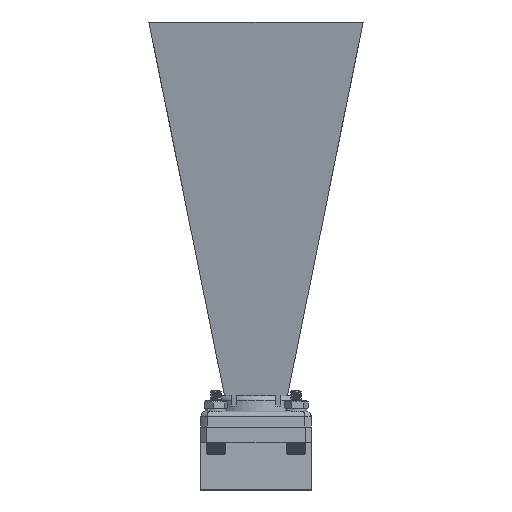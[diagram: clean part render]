
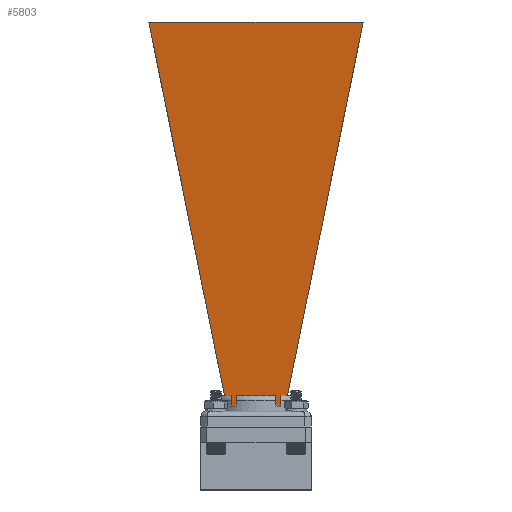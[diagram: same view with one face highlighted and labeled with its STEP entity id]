
A CAD part, front view. The second image highlights one B-rep face of the part: STEP entity #5803.
In plain terms, the highlighted face is planar.
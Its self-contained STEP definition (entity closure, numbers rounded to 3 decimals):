
#2 = DIRECTION ( 'NONE',  ( 0., 0., 1. ) ) ;
#536 = VECTOR ( 'NONE', #2621, 1000. ) ;
#1058 = LINE ( 'NONE', #1215, #2676 ) ;
#1215 = CARTESIAN_POINT ( 'NONE',  ( 9.558, -5.579, -21.312 ) ) ;
#1296 = DIRECTION ( 'NONE',  ( 0., 0., -1. ) ) ;
#1476 = CARTESIAN_POINT ( 'NONE',  ( 9.558, -5.579, -21.312 ) ) ;
#1477 = DIRECTION ( 'NONE',  ( -0.988, 0.157, 0. ) ) ;
#1576 = DIRECTION ( 'NONE',  ( 0.157, 0.988, 0. ) ) ;
#1904 = CARTESIAN_POINT ( 'NONE',  ( 9.558, -5.579, -9.527 ) ) ;
#1960 = DIRECTION ( 'NONE',  ( 0., 0., -1. ) ) ;
#2148 = EDGE_CURVE ( 'NONE', #10316, #16228, #15602, .T. ) ;
#2367 = VECTOR ( 'NONE', #13668, 1000. ) ;
#2467 = ORIENTED_EDGE ( 'NONE', *, *, #6335, .F. ) ;
#2621 = DIRECTION ( 'NONE',  ( -0.988, 0.157, 0. ) ) ;
#2676 = VECTOR ( 'NONE', #2, 1000. ) ;
#2680 = LINE ( 'NONE', #5449, #12158 ) ;
#2725 = DIRECTION ( 'NONE',  ( 0.968, -0.154, -0.196 ) ) ;
#2863 = VECTOR ( 'NONE', #2725, 1000. ) ;
#2876 = CARTESIAN_POINT ( 'NONE',  ( 9.558, -5.579, 7.543 ) ) ;
#3506 = CARTESIAN_POINT ( 'NONE',  ( 122.363, -23.534, 141.251 ) ) ;
#3543 = ORIENTED_EDGE ( 'NONE', *, *, #9946, .F. ) ;
#3696 = VECTOR ( 'NONE', #6971, 1000. ) ;
#3724 = LINE ( 'NONE', #9065, #4310 ) ;
#3750 = CARTESIAN_POINT ( 'NONE',  ( 5.84, -4.987, 7.543 ) ) ;
#3909 = VERTEX_POINT ( 'NONE', #14368 ) ;
#4274 = EDGE_CURVE ( 'NONE', #9523, #10316, #7707, .T. ) ;
#4310 = VECTOR ( 'NONE', #1296, 1000. ) ;
#4480 = CARTESIAN_POINT ( 'NONE',  ( 9.558, -5.579, -7.544 ) ) ;
#4580 = ORIENTED_EDGE ( 'NONE', *, *, #2148, .T. ) ;
#4671 = ORIENTED_EDGE ( 'NONE', *, *, #8705, .T. ) ;
#5123 = EDGE_CURVE ( 'NONE', #16228, #17215, #11128, .T. ) ;
#5436 = CARTESIAN_POINT ( 'NONE',  ( 6.358, -5.069, 5.968 ) ) ;
#5449 = CARTESIAN_POINT ( 'NONE',  ( 5.84, -4.987, -7.544 ) ) ;
#5465 = VECTOR ( 'NONE', #1960, 1000. ) ;
#5803 = ADVANCED_FACE ( 'NONE', ( #13424 ), #9497, .F. ) ;
#5972 = EDGE_CURVE ( 'NONE', #12812, #13448, #3724, .T. ) ;
#6015 = DIRECTION ( 'NONE',  ( -0.988, 0.157, 0. ) ) ;
#6335 = EDGE_CURVE ( 'NONE', #7930, #15950, #14104, .T. ) ;
#6429 = CARTESIAN_POINT ( 'NONE',  ( 6.358, -5.069, 5.968 ) ) ;
#6468 = VECTOR ( 'NONE', #6015, 1000. ) ;
#6471 = CARTESIAN_POINT ( 'NONE',  ( 9.558, -5.579, 9.527 ) ) ;
#6789 = EDGE_CURVE ( 'NONE', #8849, #8224, #9612, .T. ) ;
#6971 = DIRECTION ( 'NONE',  ( 0., 0., 1. ) ) ;
#7287 = EDGE_CURVE ( 'NONE', #9523, #7930, #13620, .T. ) ;
#7438 = CARTESIAN_POINT ( 'NONE',  ( 6.358, -5.069, -5.97 ) ) ;
#7707 = LINE ( 'NONE', #3750, #536 ) ;
#7930 = VERTEX_POINT ( 'NONE', #6471 ) ;
#8128 = EDGE_CURVE ( 'NONE', #3909, #12812, #10913, .T. ) ;
#8224 = VERTEX_POINT ( 'NONE', #9085 ) ;
#8425 = ORIENTED_EDGE ( 'NONE', *, *, #8128, .T. ) ;
#8631 = DIRECTION ( 'NONE',  ( 0.968, -0.154, 0.196 ) ) ;
#8705 = EDGE_CURVE ( 'NONE', #13448, #12273, #2680, .T. ) ;
#8849 = VERTEX_POINT ( 'NONE', #1904 ) ;
#8851 = LINE ( 'NONE', #3506, #5465 ) ;
#8916 = DIRECTION ( 'NONE',  ( 0., 0., 1. ) ) ;
#9065 = CARTESIAN_POINT ( 'NONE',  ( 6.358, -5.069, -7.544 ) ) ;
#9085 = CARTESIAN_POINT ( 'NONE',  ( 122.363, -23.534, -32.397 ) ) ;
#9497 = PLANE ( 'NONE',  #12682 ) ;
#9523 = VERTEX_POINT ( 'NONE', #2876 ) ;
#9577 = VECTOR ( 'NONE', #14549, 1000. ) ;
#9612 = LINE ( 'NONE', #12069, #2863 ) ;
#9946 = EDGE_CURVE ( 'NONE', #15950, #8224, #8851, .T. ) ;
#10004 = CARTESIAN_POINT ( 'NONE',  ( 5.84, -4.987, 5.968 ) ) ;
#10295 = EDGE_CURVE ( 'NONE', #8849, #12273, #14145, .T. ) ;
#10316 = VERTEX_POINT ( 'NONE', #15862 ) ;
#10913 = LINE ( 'NONE', #11279, #6468 ) ;
#11128 = LINE ( 'NONE', #10004, #2367 ) ;
#11133 = ORIENTED_EDGE ( 'NONE', *, *, #4274, .T. ) ;
#11234 = CARTESIAN_POINT ( 'NONE',  ( 24.805, -8.005, 12.618 ) ) ;
#11279 = CARTESIAN_POINT ( 'NONE',  ( 5.84, -4.987, -5.97 ) ) ;
#11909 = CARTESIAN_POINT ( 'NONE',  ( 6.358, -5.069, -7.544 ) ) ;
#12069 = CARTESIAN_POINT ( 'NONE',  ( 24.805, -8.005, -12.618 ) ) ;
#12158 = VECTOR ( 'NONE', #13329, 1000. ) ;
#12273 = VERTEX_POINT ( 'NONE', #4480 ) ;
#12648 = VECTOR ( 'NONE', #8631, 1000. ) ;
#12682 = AXIS2_PLACEMENT_3D ( 'NONE', #16199, #1576, #1477 ) ;
#12812 = VERTEX_POINT ( 'NONE', #7438 ) ;
#12840 = CARTESIAN_POINT ( 'NONE',  ( 9.558, -5.579, -21.312 ) ) ;
#12886 = ORIENTED_EDGE ( 'NONE', *, *, #5972, .T. ) ;
#13037 = VECTOR ( 'NONE', #8916, 1000. ) ;
#13329 = DIRECTION ( 'NONE',  ( 0.988, -0.157, 0. ) ) ;
#13424 = FACE_OUTER_BOUND ( 'NONE', #16019, .T. ) ;
#13448 = VERTEX_POINT ( 'NONE', #11909 ) ;
#13620 = LINE ( 'NONE', #1476, #3696 ) ;
#13668 = DIRECTION ( 'NONE',  ( 0.988, -0.157, 0. ) ) ;
#14104 = LINE ( 'NONE', #11234, #12648 ) ;
#14145 = LINE ( 'NONE', #12840, #13037 ) ;
#14368 = CARTESIAN_POINT ( 'NONE',  ( 9.558, -5.579, -5.97 ) ) ;
#14549 = DIRECTION ( 'NONE',  ( 0., 0., -1. ) ) ;
#15013 = ORIENTED_EDGE ( 'NONE', *, *, #7287, .F. ) ;
#15233 = ORIENTED_EDGE ( 'NONE', *, *, #6789, .T. ) ;
#15602 = LINE ( 'NONE', #6429, #9577 ) ;
#15859 = ORIENTED_EDGE ( 'NONE', *, *, #5123, .T. ) ;
#15862 = CARTESIAN_POINT ( 'NONE',  ( 6.358, -5.069, 7.543 ) ) ;
#15950 = VERTEX_POINT ( 'NONE', #16628 ) ;
#16019 = EDGE_LOOP ( 'NONE', ( #16253, #15233, #3543, #2467, #15013, #11133, #4580, #15859, #16040, #8425, #12886, #4671 ) ) ;
#16040 = ORIENTED_EDGE ( 'NONE', *, *, #16946, .F. ) ;
#16199 = CARTESIAN_POINT ( 'NONE',  ( -0.63, -3.957, 141.251 ) ) ;
#16228 = VERTEX_POINT ( 'NONE', #5436 ) ;
#16253 = ORIENTED_EDGE ( 'NONE', *, *, #10295, .F. ) ;
#16628 = CARTESIAN_POINT ( 'NONE',  ( 122.363, -23.534, 32.397 ) ) ;
#16946 = EDGE_CURVE ( 'NONE', #3909, #17215, #1058, .T. ) ;
#16947 = CARTESIAN_POINT ( 'NONE',  ( 9.558, -5.579, 5.968 ) ) ;
#17215 = VERTEX_POINT ( 'NONE', #16947 ) ;
